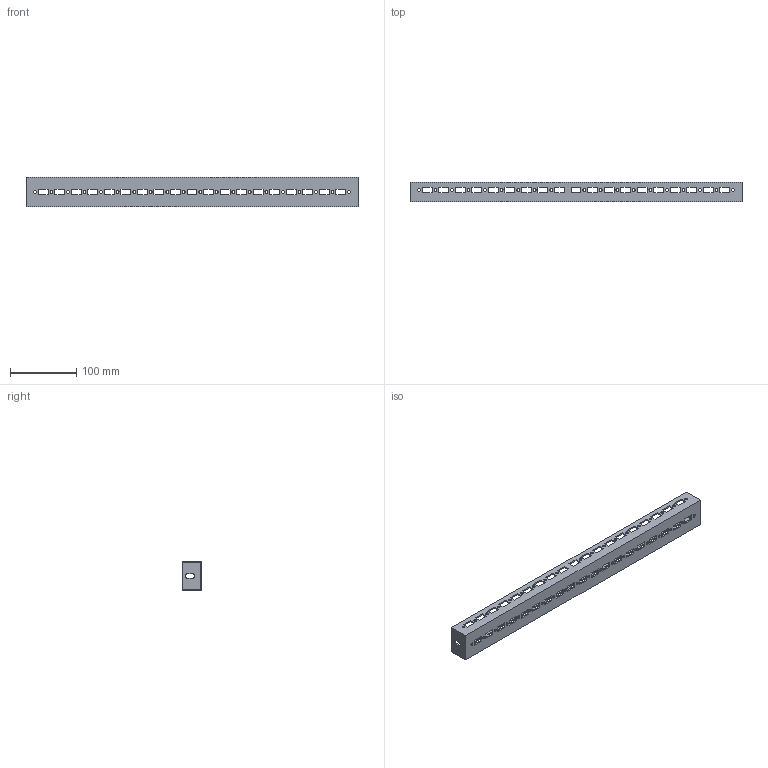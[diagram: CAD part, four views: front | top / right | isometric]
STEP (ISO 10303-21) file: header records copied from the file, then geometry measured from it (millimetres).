
FILE_DESCRIPTION (( 'STEP AP203' ), '1' );
FILE_NAME ('SCK607.step', '2021-06-30T17:20:38', ( 'ADC123' ), ( 'Microsoft' ), 'SwSTEP 2.0', 'SolidWorks 2021', '' );
FILE_SCHEMA (( 'CONFIG_CONTROL_DESIGN' ));
Length unit declared in the file: inch
Products named in the file (1): SCK607
Bounding box: 502 x 30 x 45 mm (x, y, z)
Volume: 88610.5 mm3; surface area: 97963.2 mm2
Topology: 1 solids, 1 shells, 305 faces, 906 edges, 604 vertices
Faces by surface type: plane 243, cylinder 62
Full cylindrical faces by diameter (mm): 4.25 x58
Entity records: 10381 total; most frequent: CARTESIAN_POINT 1758, ORIENTED_EDGE 1696, DIRECTION 1584, EDGE_CURVE 848, VECTOR 724, LINE 724, VERTEX_POINT 604, EDGE_LOOP 598
